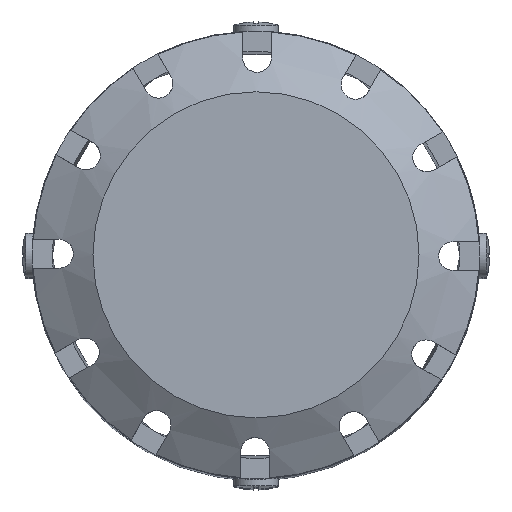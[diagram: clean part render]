
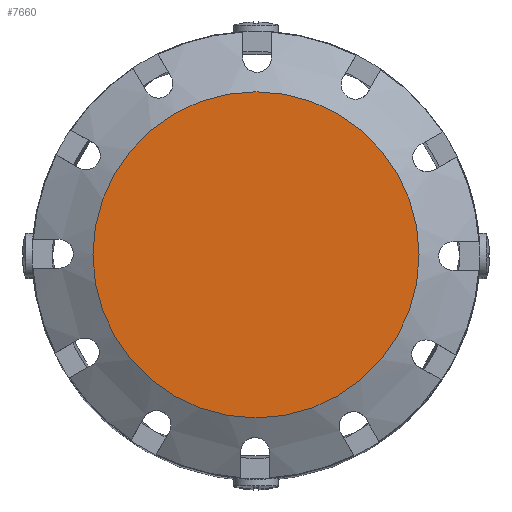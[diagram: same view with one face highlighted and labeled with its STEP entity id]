
A CAD part, top view. The second image highlights one B-rep face of the part: STEP entity #7660.
In plain terms, the highlighted face is planar.
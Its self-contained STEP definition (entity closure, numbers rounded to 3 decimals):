
#734=CIRCLE('',#8216,32.5);
#1127=FACE_OUTER_BOUND('',#1563,.T.);
#1563=EDGE_LOOP('',(#6828));
#3510=VERTEX_POINT('',#16138);
#4646=EDGE_CURVE('',#3510,#3510,#734,.T.);
#6828=ORIENTED_EDGE('',*,*,#4646,.F.);
#7179=PLANE('',#8215);
#7660=ADVANCED_FACE('',(#1127),#7179,.T.);
#8215=AXIS2_PLACEMENT_3D('',#16137,#9891,#9892);
#8216=AXIS2_PLACEMENT_3D('',#16139,#9893,#9894);
#9891=DIRECTION('center_axis',(0.,1.,0.));
#9892=DIRECTION('ref_axis',(0.,0.,1.));
#9893=DIRECTION('center_axis',(0.,-1.,0.));
#9894=DIRECTION('ref_axis',(1.,0.,0.));
#16137=CARTESIAN_POINT('Origin',(32.5,254.,0.));
#16138=CARTESIAN_POINT('',(32.5,254.,0.));
#16139=CARTESIAN_POINT('Origin',(0.,254.,0.));
